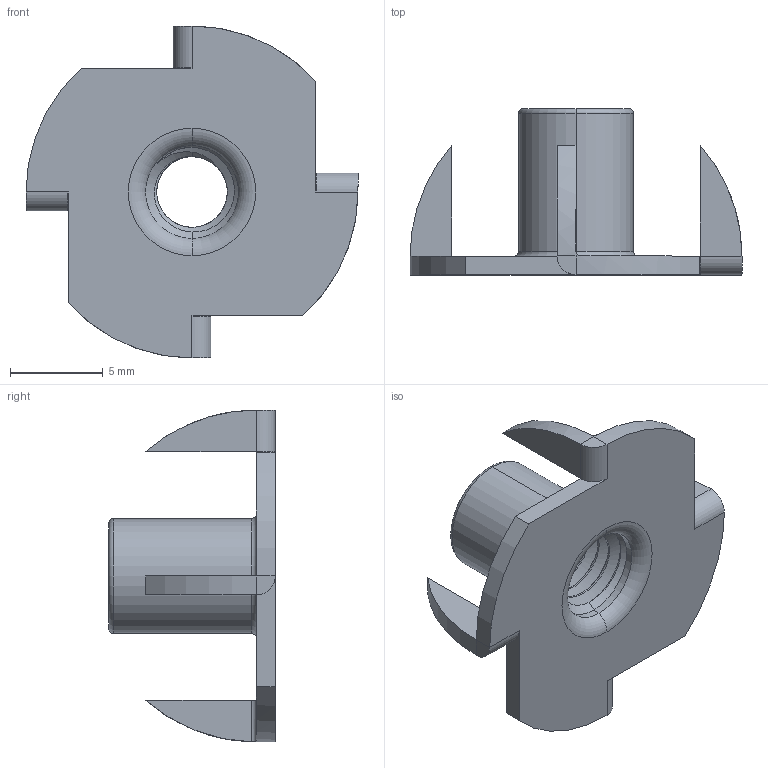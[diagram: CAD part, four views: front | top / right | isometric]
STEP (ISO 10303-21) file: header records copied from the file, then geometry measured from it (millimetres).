
FILE_DESCRIPTION (( 'STEP AP203' ), '1' );
FILE_NAME ('90975A306_Steel Tee Nut Inserts.STEP', '2023-01-09T20:04:34', ( 'Administrator' ), ( 'Managed by Terraform' ), 'SwSTEP 2.0', 'SolidWorks 2017', '' );
FILE_SCHEMA (( 'CONFIG_CONTROL_DESIGN' ));
Length unit declared in the file: inch
Products named in the file (1): 90975A306_Steel Tee Nut Inserts
Bounding box: 17.86 x 8.95 x 17.86 mm (x, y, z)
Volume: 358.1 mm3; surface area: 935.4 mm2
Topology: 1 solids, 1 shells, 81 faces, 211 edges, 133 vertices
Faces by surface type: cylinder 40, plane 27, torus 6, cone 5, bspline 3
Entity records: 4327 total; most frequent: CARTESIAN_POINT 2405, ORIENTED_EDGE 422, DIRECTION 355, EDGE_CURVE 211, VERTEX_POINT 133, AXIS2_PLACEMENT_3D 130, LINE 95, VECTOR 95
